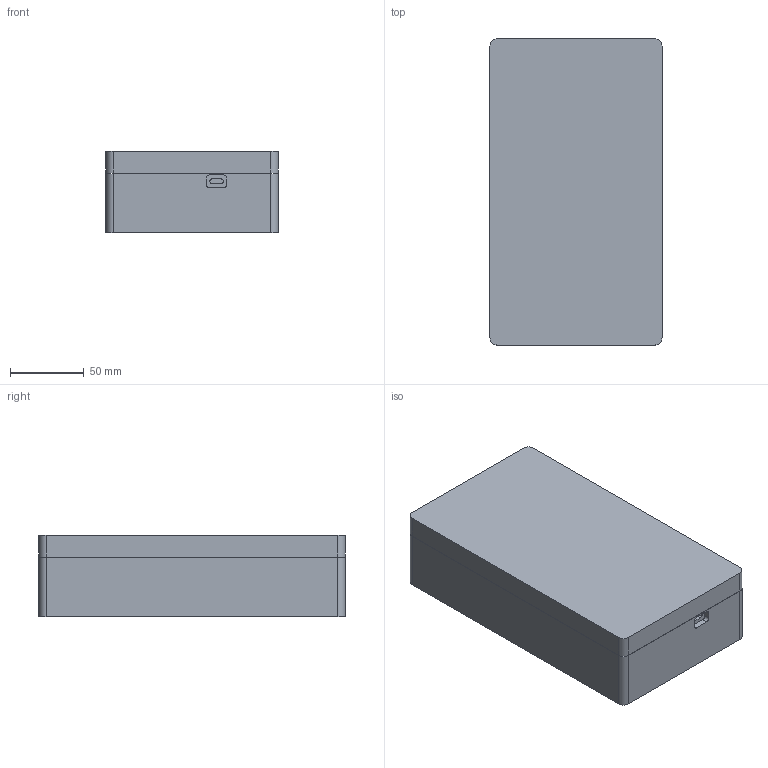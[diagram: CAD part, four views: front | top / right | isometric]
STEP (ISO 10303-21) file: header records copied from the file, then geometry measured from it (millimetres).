
FILE_DESCRIPTION(/* description */ (''),/* implementation_level */ '2;1');
FILE_NAME(/* name */ 'CaixaV1-STEP-PGR.step',/* time_stamp */ '2024-06-05T22:56:03+01:00',/* author */ (''),/* organization */ (''),/* preprocessor_version */ 'ST-DEVELOPER v20',/* originating_system */ 'Autodesk Translation Framework v13.14.0.145',/* authorisation */ '');
FILE_SCHEMA (('AUTOMOTIVE_DESIGN { 1 0 10303 214 3 1 1 }'));
Length unit declared in the file: millimetre
Products named in the file (1): Caixa Protótipo
Bounding box: 116.25 x 206.96 x 55 mm (x, y, z)
Volume: 696154.3 mm3; surface area: 164151.6 mm2
Topology: 18 solids, 18 shells, 180 faces, 420 edges, 280 vertices
Faces by surface type: plane 148, cylinder 32
Full cylindrical faces by diameter (mm): 10 x3
Entity records: 5109 total; most frequent: CARTESIAN_POINT 881, DIRECTION 846, ORIENTED_EDGE 840, EDGE_CURVE 420, LINE 356, VECTOR 356, VERTEX_POINT 280, AXIS2_PLACEMENT_3D 245
